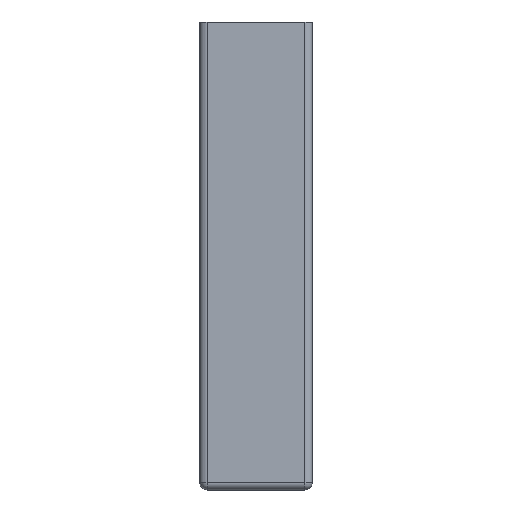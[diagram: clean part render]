
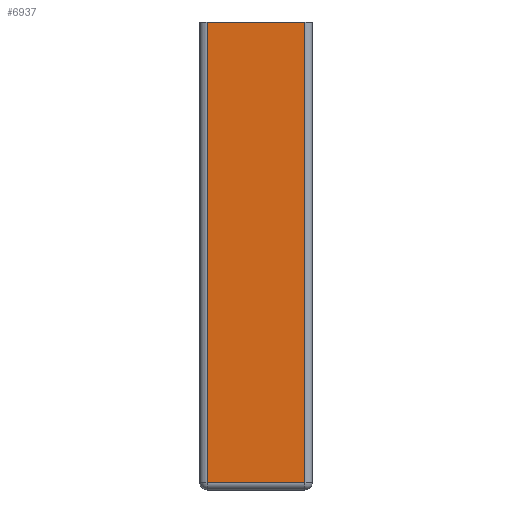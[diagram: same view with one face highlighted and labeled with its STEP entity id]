
A CAD part, left-side view. The second image highlights one B-rep face of the part: STEP entity #6937.
In plain terms, the highlighted planar face has unit normal (-1, 0, 0).
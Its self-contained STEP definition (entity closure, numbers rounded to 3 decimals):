
#5296 = VERTEX_POINT('',#5297);
#5297 = CARTESIAN_POINT('',(-65.,22.5,122.5));
#5304 = EDGE_CURVE('',#5296,#5305,#5307,.T.);
#5305 = VERTEX_POINT('',#5306);
#5306 = CARTESIAN_POINT('',(-65.,-3.,122.5));
#5307 = LINE('',#5308,#5309);
#5308 = CARTESIAN_POINT('',(-65.,24.5,122.5));
#5309 = VECTOR('',#5310,1.);
#5310 = DIRECTION('',(-0.,-1.,-0.));
#5353 = VERTEX_POINT('',#5354);
#5354 = CARTESIAN_POINT('',(-65.,22.5,2.));
#5361 = EDGE_CURVE('',#5353,#5362,#5364,.T.);
#5362 = VERTEX_POINT('',#5363);
#5363 = CARTESIAN_POINT('',(-65.,-3.,2.));
#5364 = LINE('',#5365,#5366);
#5365 = CARTESIAN_POINT('',(-65.,22.5,2.));
#5366 = VECTOR('',#5367,1.);
#5367 = DIRECTION('',(-0.,-1.,-0.));
#5588 = EDGE_CURVE('',#5353,#5296,#5589,.T.);
#5589 = LINE('',#5590,#5591);
#5590 = CARTESIAN_POINT('',(-65.,22.5,0.));
#5591 = VECTOR('',#5592,1.);
#5592 = DIRECTION('',(0.,0.,1.));
#6918 = EDGE_CURVE('',#5362,#5305,#6919,.T.);
#6919 = LINE('',#6920,#6921);
#6920 = CARTESIAN_POINT('',(-65.,-3.,0.));
#6921 = VECTOR('',#6922,1.);
#6922 = DIRECTION('',(0.,0.,1.));
#6937 = ADVANCED_FACE('',(#6938),#6944,.T.);
#6938 = FACE_BOUND('',#6939,.F.);
#6939 = EDGE_LOOP('',(#6940,#6941,#6942,#6943));
#6940 = ORIENTED_EDGE('',*,*,#5588,.T.);
#6941 = ORIENTED_EDGE('',*,*,#5304,.T.);
#6942 = ORIENTED_EDGE('',*,*,#6918,.F.);
#6943 = ORIENTED_EDGE('',*,*,#5361,.F.);
#6944 = PLANE('',#6945);
#6945 = AXIS2_PLACEMENT_3D('',#6946,#6947,#6948);
#6946 = CARTESIAN_POINT('',(-65.,24.5,0.));
#6947 = DIRECTION('',(-1.,-0.,-0.));
#6948 = DIRECTION('',(0.,1.,0.));
